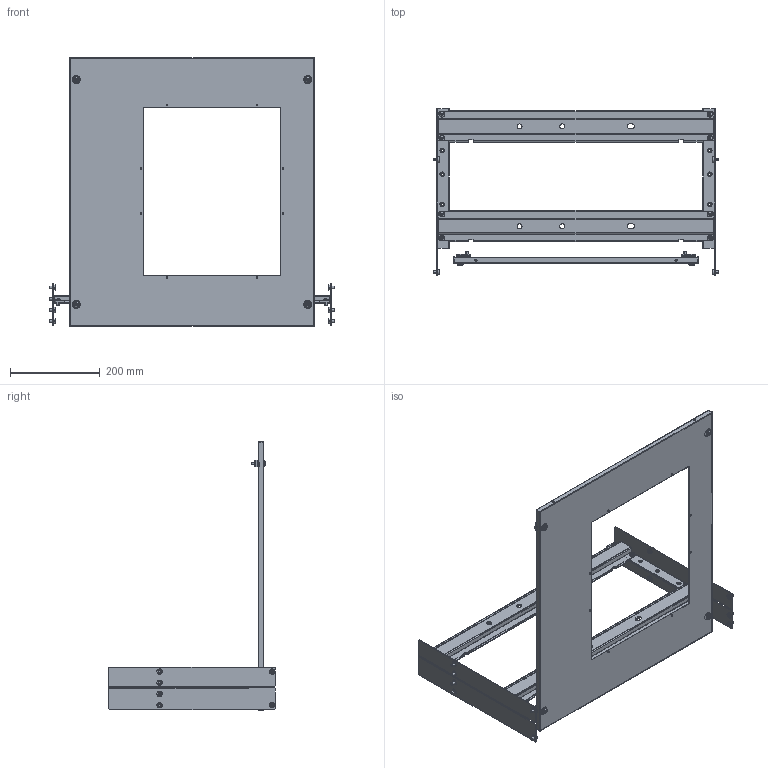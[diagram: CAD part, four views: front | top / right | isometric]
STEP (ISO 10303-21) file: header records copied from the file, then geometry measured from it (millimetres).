
FILE_DESCRIPTION(('CATIA V5 STEP Exchange'),'2;1');
FILE_NAME('PVCE2450.stp','2015-02-10T16:25:04+00:00',('none'),('none'),'CATIA Version 5 Release 20 SP 7 (IN-10)','CATIA V5 STEP AP214','none');
FILE_SCHEMA(('AUTOMOTIVE_DESIGN { 1 0 10303 214 1 1 1 1 }'));
Length unit declared in the file: millimetre
Products named in the file (13): PVCE2450; 861165; GR_viti; 861096_001_02_VITE_QUARTO_GIRO_PANNELLI_TELAIO_________3PA; 862126_001_00_RONDELLA_QUARTO_DI_GIRO_PANNELLI_________3PA; 861095_001_01_RISCONTRO_PANNELLI_TELAIO________________3PA; BN 9524 M6x10; DIN 7500 M6x10; Viti traversa; Viti pannelli 861252; 861166-02; 861166-01; 861167
Assembly tree (36 placements, depth 3):
  PVCE2450
    861165
    GR_viti  x4
      861096_001_02_VITE_QUARTO_GIRO_PANNELLI_TELAIO_________3PA
      862126_001_00_RONDELLA_QUARTO_DI_GIRO_PANNELLI_________3PA
      861095_001_01_RISCONTRO_PANNELLI_TELAIO________________3PA
      BN 9524 M6x10
    DIN 7500 M6x10  x13
    Viti traversa
      DIN 7500 M6x10  x3
    Viti pannelli 861252
      DIN 7500 M6x10  x5
    861166-02
    861166-01
    861167  x2
Bounding box: 635 x 370 x 598 mm (x, y, z)
Volume: 882488.3 mm3; surface area: 1012366.1 mm2
Topology: 42 solids, 63 shells, 4940 faces, 12896 edges, 7941 vertices
Faces by surface type: cylinder 1292, plane 1238, bspline 983, torus 689, extrusion 400, cone 172, sphere 166
Entity records: 28265 total; most frequent: CARTESIAN_POINT 10089, ORIENTED_EDGE 4106, DIRECTION 2787, EDGE_CURVE 2053, VERTEX_POINT 1323, AXIS2_PLACEMENT_3D 1126, VECTOR 1081, LINE 1049
